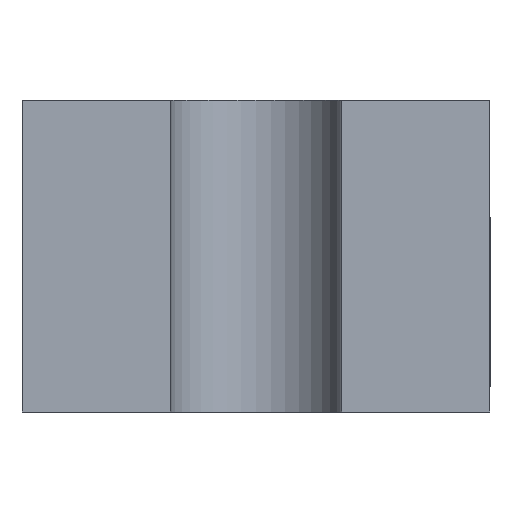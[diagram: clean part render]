
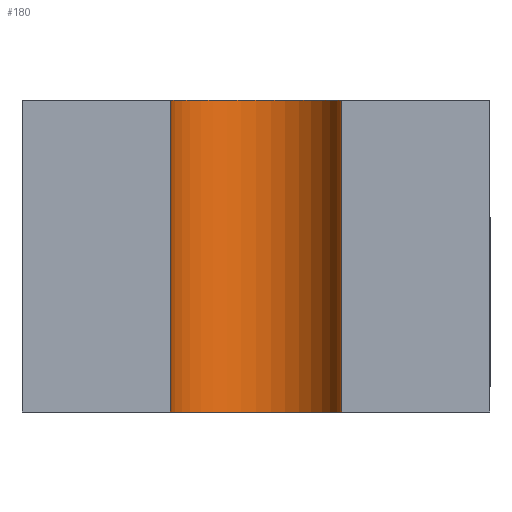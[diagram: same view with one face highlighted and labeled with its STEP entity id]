
A CAD part, left-side view. The second image highlights one B-rep face of the part: STEP entity #180.
In plain terms, the highlighted cylindrical face has radius 11 mm (diameter 22 mm), a partial arc.
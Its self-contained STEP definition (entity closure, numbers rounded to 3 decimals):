
#51 = FACE_OUTER_BOUND ( 'NONE', #521, .T. ) ;
#69 = AXIS2_PLACEMENT_3D ( 'NONE', #615, #70, #230 ) ;
#70 = DIRECTION ( 'NONE',  ( 0., 0., -1. ) ) ;
#137 = ORIENTED_EDGE ( 'NONE', *, *, #583, .T. ) ;
#158 = EDGE_CURVE ( 'NONE', #582, #536, #203, .T. ) ;
#160 = DIRECTION ( 'NONE',  ( 0., 0., 1. ) ) ;
#163 = DIRECTION ( 'NONE',  ( -1., 0., 0. ) ) ;
#174 = DIRECTION ( 'NONE',  ( 0., 0., 1. ) ) ;
#178 = AXIS2_PLACEMENT_3D ( 'NONE', #216, #160, #514 ) ;
#180 = ADVANCED_FACE ( 'NONE', ( #51 ), #373, .F. ) ;
#203 = CIRCLE ( 'NONE', #226, 11. ) ;
#216 = CARTESIAN_POINT ( 'NONE',  ( 0., 0., -60. ) ) ;
#226 = AXIS2_PLACEMENT_3D ( 'NONE', #416, #268, #163 ) ;
#230 = DIRECTION ( 'NONE',  ( 1., 0., 0. ) ) ;
#254 = EDGE_CURVE ( 'NONE', #428, #536, #284, .T. ) ;
#268 = DIRECTION ( 'NONE',  ( 0., 0., 1. ) ) ;
#284 = LINE ( 'NONE', #333, #574 ) ;
#333 = CARTESIAN_POINT ( 'NONE',  ( 0., 11., -60. ) ) ;
#373 = CYLINDRICAL_SURFACE ( 'NONE', #178, 11. ) ;
#384 = VERTEX_POINT ( 'NONE', #488 ) ;
#416 = CARTESIAN_POINT ( 'NONE',  ( 0., 0., 40. ) ) ;
#428 = VERTEX_POINT ( 'NONE', #649 ) ;
#433 = DIRECTION ( 'NONE',  ( 0., 0., 1. ) ) ;
#465 = CARTESIAN_POINT ( 'NONE',  ( 0., 11., 40. ) ) ;
#466 = CIRCLE ( 'NONE', #69, 11. ) ;
#476 = ORIENTED_EDGE ( 'NONE', *, *, #158, .T. ) ;
#488 = CARTESIAN_POINT ( 'NONE',  ( 0., -11., 0. ) ) ;
#499 = VECTOR ( 'NONE', #433, 1000. ) ;
#506 = ORIENTED_EDGE ( 'NONE', *, *, #254, .F. ) ;
#514 = DIRECTION ( 'NONE',  ( -1., 0., 0. ) ) ;
#516 = CARTESIAN_POINT ( 'NONE',  ( 0., -11., -60. ) ) ;
#517 = ORIENTED_EDGE ( 'NONE', *, *, #546, .T. ) ;
#518 = CARTESIAN_POINT ( 'NONE',  ( 0., -11., 40. ) ) ;
#521 = EDGE_LOOP ( 'NONE', ( #476, #506, #517, #137 ) ) ;
#522 = LINE ( 'NONE', #516, #499 ) ;
#536 = VERTEX_POINT ( 'NONE', #465 ) ;
#546 = EDGE_CURVE ( 'NONE', #428, #384, #466, .T. ) ;
#574 = VECTOR ( 'NONE', #174, 1000. ) ;
#582 = VERTEX_POINT ( 'NONE', #518 ) ;
#583 = EDGE_CURVE ( 'NONE', #384, #582, #522, .T. ) ;
#615 = CARTESIAN_POINT ( 'NONE',  ( 0., 0., 0. ) ) ;
#649 = CARTESIAN_POINT ( 'NONE',  ( 0., 11., 0. ) ) ;
